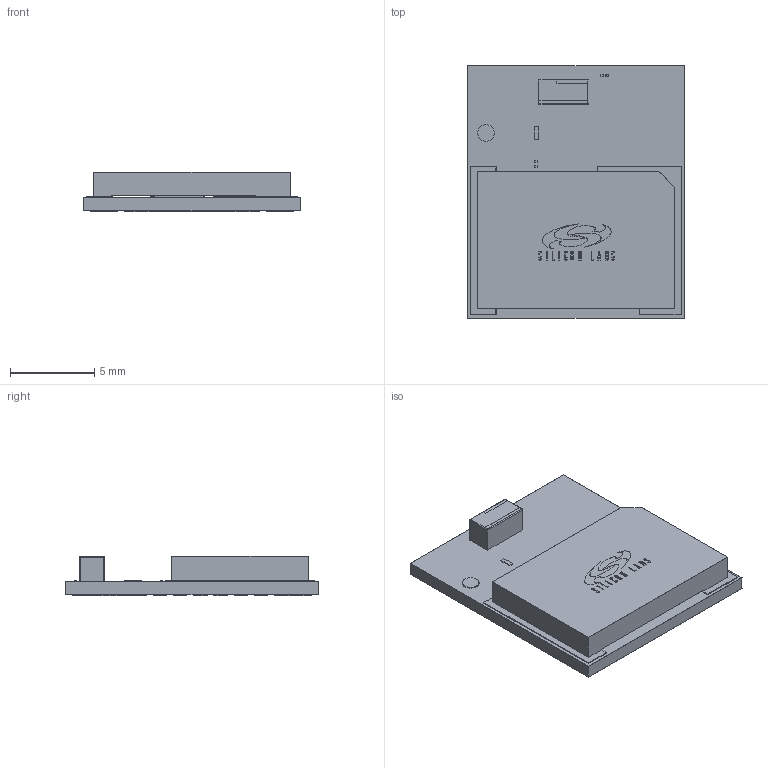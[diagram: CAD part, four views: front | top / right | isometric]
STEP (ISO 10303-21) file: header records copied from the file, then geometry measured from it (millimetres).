
FILE_DESCRIPTION(/* description */ (''),/* implementation_level */ '2;1');
FILE_NAME(/* name */ 'RX TXRX MOD BLUETOOTH CHIP SMD.stp',/* time_stamp */ '2020-07-21T01:52:12-04:00',/* author */ ('Julio Mora'),/* organization */ (''),/* preprocessor_version */ 'ST-DEVELOPER v18.1',/* originating_system */ 'Autodesk Inventor 2021',/* authorisation */ '');
FILE_SCHEMA (('AUTOMOTIVE_DESIGN { 1 0 10303 214 3 1 1 }'));
Length unit declared in the file: inch
Products named in the file (10): RX TXRX MOD BLUETOOTH CHIP SMD; Board; Module; 1; 2; 3; 4; Bands; Silicon Labs logo; Pads
Assembly tree (9 placements, depth 2):
  RX TXRX MOD BLUETOOTH CHIP SMD
    Board
    Module
    1
    2
    3
    4
    Bands
    Silicon Labs logo
    Pads
Bounding box: 12.9 x 15 x 2.35 mm (x, y, z)
Volume: 301 mm3; surface area: 909.8 mm2
Topology: 55 solids, 55 shells, 644 faces, 1425 edges, 891 vertices
Faces by surface type: plane 383, cylinder 142, bspline 63, sphere 55, torus 1
Full cylindrical faces by diameter (mm): 1 x1
Entity records: 18851 total; most frequent: CARTESIAN_POINT 3670, DIRECTION 2888, ORIENTED_EDGE 2850, EDGE_CURVE 1425, LINE 1018, VECTOR 1018, AXIS2_PLACEMENT_3D 935, VERTEX_POINT 891
